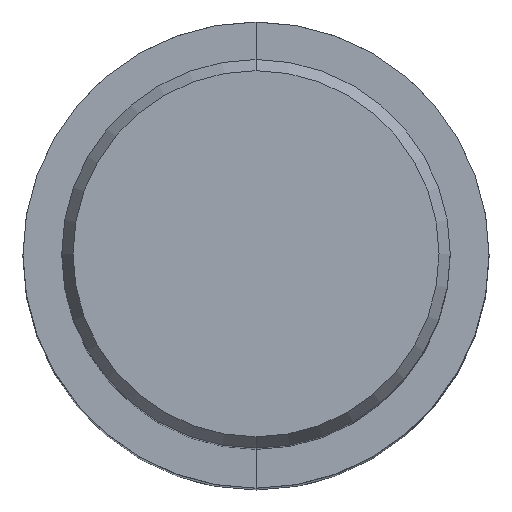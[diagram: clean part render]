
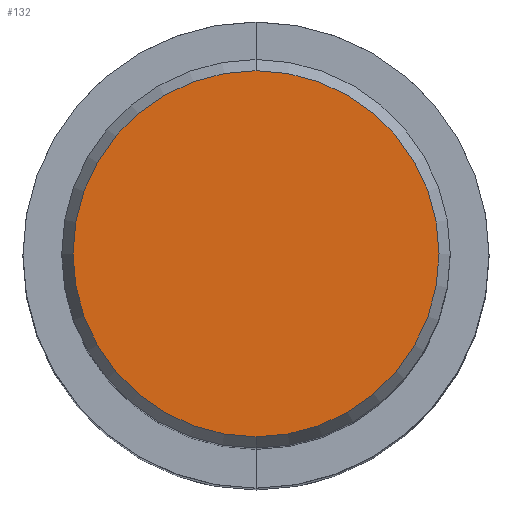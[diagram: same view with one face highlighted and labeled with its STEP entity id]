
A CAD part, top view. The second image highlights one B-rep face of the part: STEP entity #132.
In plain terms, the highlighted planar face has unit normal (0, 0, 1).
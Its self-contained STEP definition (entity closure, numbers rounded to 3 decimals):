
#104=EDGE_CURVE('',#116,#210,#265,.T.);
#116=VERTEX_POINT('',#279);
#132=ADVANCED_FACE('',(#297),#298,.T.);
#138=EDGE_CURVE('',#210,#116,#305,.T.);
#210=VERTEX_POINT('',#389);
#265=CIRCLE('',#440,14.958);
#279=CARTESIAN_POINT('',(0.0,14.958,0.01));
#297=FACE_OUTER_BOUND('',#476,.T.);
#298=PLANE('',#477);
#305=CIRCLE('',#486,14.958);
#389=CARTESIAN_POINT('',(0.,-14.958,0.01));
#440=AXIS2_PLACEMENT_3D('',#643,#644,#645);
#476=EDGE_LOOP('',(#681,#682));
#477=AXIS2_PLACEMENT_3D('',#683,#684,#685);
#486=AXIS2_PLACEMENT_3D('',#697,#698,#699);
#643=CARTESIAN_POINT('',(0.0,0.0,0.01));
#644=DIRECTION('',(0.0,0.0,-1.0));
#645=DIRECTION('',(0.0,1.0,0.0));
#681=ORIENTED_EDGE('',*,*,#104,.F.);
#682=ORIENTED_EDGE('',*,*,#138,.F.);
#683=CARTESIAN_POINT('',(0.0,7.479,0.01));
#684=DIRECTION('',(-0.0,0.0,1.0));
#685=DIRECTION('',(0.0,-1.0,0.0));
#697=CARTESIAN_POINT('',(0.0,0.0,0.01));
#698=DIRECTION('',(0.0,0.0,-1.0));
#699=DIRECTION('',(0.0,1.0,0.0));
